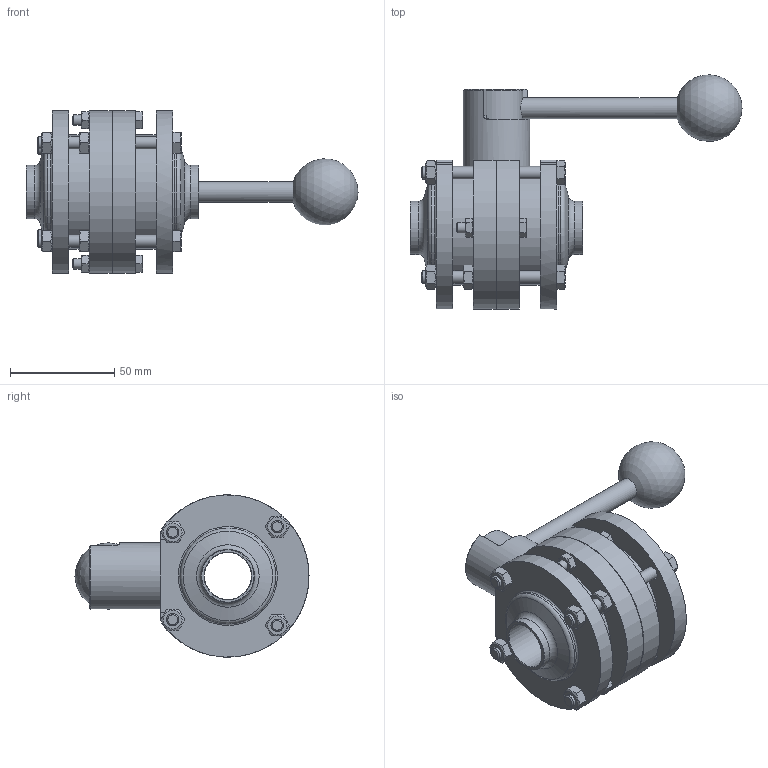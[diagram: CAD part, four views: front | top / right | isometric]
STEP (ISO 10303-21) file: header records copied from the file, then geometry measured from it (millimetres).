
FILE_DESCRIPTION( ( 'STEP AP203' ), ' ' );
FILE_NAME( '9612628210.stp', '2017-01-13T10:43:13', ( '' ), ( '' ), ' ', 'PARTsolutions', ' ' );
FILE_SCHEMA( ( 'CONFIG_CONTROL_DESIGN' ) );
Length unit declared in the file: millimetre
Products named in the file (6): 9612628210; _LKB-F Butterfly H10; _LKB-F Flange (H100020); _LKB-F Flange H10 2; _9611411380 Handle cap 2 pos H10; _9612045001 Indication handle H10
Assembly tree (5 placements, depth 2):
  9612628210
    _LKB-F Butterfly H10
    _LKB-F Flange (H100020)
    _LKB-F Flange H10 2
    _9611411380 Handle cap 2 pos H10
    _9612045001 Indication handle H10
Bounding box: 159.5 x 112.46 x 77.95 mm (x, y, z)
Volume: 264366.9 mm3; surface area: 73767.1 mm2
Topology: 5 solids, 7 shells, 318 faces, 746 edges, 466 vertices
Faces by surface type: plane 172, cone 75, cylinder 60, torus 10, sphere 1
Full cylindrical faces by diameter (mm): 4.917 x4, 5 x4, 5.5 x2, 6 x6, 7 x8, 10 x1, 22.5 x4, 25.4 x1, 25.5 x1, 25.6 x2, 26.1 x2, 32 x1, 33.5 x2, 46 x2, 55 x2
Entity records: 9430 total; most frequent: CARTESIAN_POINT 2605, DIRECTION 1317, ORIENTED_EDGE 1264, EDGE_CURVE 632, AXIS2_PLACEMENT_3D 538, EDGE_LOOP 461, VERTEX_POINT 442, FACE_OUTER_BOUND 370
